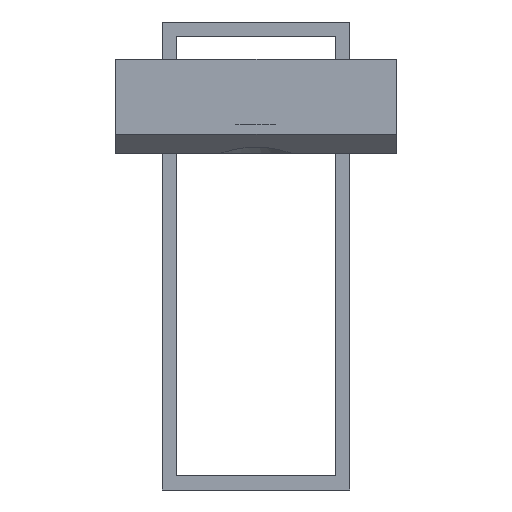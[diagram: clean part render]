
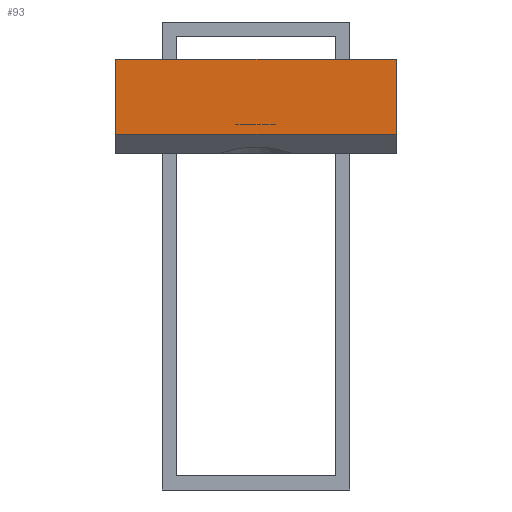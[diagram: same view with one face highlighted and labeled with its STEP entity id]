
A CAD part, left-side view. The second image highlights one B-rep face of the part: STEP entity #93.
In plain terms, the highlighted planar face has unit normal (-1, 0, 0).
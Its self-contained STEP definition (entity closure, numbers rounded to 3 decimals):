
#93=ADVANCED_FACE('',(#236),#237,.T.);
#236=FACE_OUTER_BOUND('',#480,.T.);
#237=PLANE('',#481);
#480=EDGE_LOOP('',(#748,#749,#750,#751));
#481=AXIS2_PLACEMENT_3D('',#752,#753,#754);
#748=ORIENTED_EDGE('',*,*,#1282,.F.);
#749=ORIENTED_EDGE('',*,*,#1283,.T.);
#750=ORIENTED_EDGE('',*,*,#1284,.T.);
#751=ORIENTED_EDGE('',*,*,#1285,.T.);
#752=CARTESIAN_POINT('',(-577.0,-15.,-14.0));
#753=DIRECTION('',(-1.0,0.0,0.));
#754=DIRECTION('',(0.0,1.0,0.0));
#1282=EDGE_CURVE('',#1518,#1519,#1520,.T.);
#1283=EDGE_CURVE('',#1518,#1521,#1522,.T.);
#1284=EDGE_CURVE('',#1521,#1523,#1524,.T.);
#1285=EDGE_CURVE('',#1523,#1519,#1525,.T.);
#1518=VERTEX_POINT('',#1865);
#1519=VERTEX_POINT('',#1866);
#1520=LINE('',#1867,#1868);
#1521=VERTEX_POINT('',#1869);
#1522=LINE('',#1870,#1871);
#1523=VERTEX_POINT('',#1872);
#1524=LINE('',#1873,#1874);
#1525=LINE('',#1875,#1876);
#1865=CARTESIAN_POINT('',(-577.0,15.,-12.0));
#1866=CARTESIAN_POINT('',(-577.0,15.,-4.));
#1867=CARTESIAN_POINT('',(-577.0,15.,-14.0));
#1868=VECTOR('',#2268,1000.0);
#1869=CARTESIAN_POINT('',(-577.0,-15.,-12.0));
#1870=CARTESIAN_POINT('',(-577.0,-15.,-12.0));
#1871=VECTOR('',#2269,1000.0);
#1872=CARTESIAN_POINT('',(-577.0,-15.,-4.));
#1873=CARTESIAN_POINT('',(-577.0,-15.,-14.0));
#1874=VECTOR('',#2270,1000.0);
#1875=CARTESIAN_POINT('',(-577.0,-15.,-4.));
#1876=VECTOR('',#2271,1000.0);
#2268=DIRECTION('',(0.,0.0,1.0));
#2269=DIRECTION('',(0.0,-1.0,0.0));
#2270=DIRECTION('',(0.,0.0,1.0));
#2271=DIRECTION('',(0.0,1.0,0.0));
